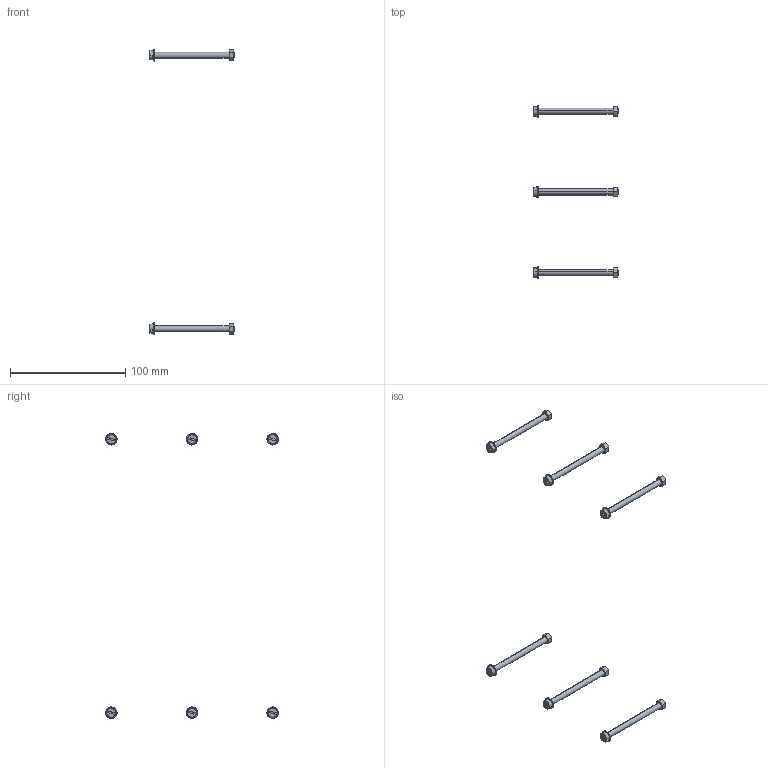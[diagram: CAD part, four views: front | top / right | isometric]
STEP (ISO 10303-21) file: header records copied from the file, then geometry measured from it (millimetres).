
FILE_DESCRIPTION((''),'2;1');
FILE_NAME('1SDH002065A1215_IGES','2019-05-27T',('ITSTCAR1'),(''),'CREO PARAMETRIC BY PTC INC, 2016050','CREO PARAMETRIC BY PTC INC, 2016050','');
FILE_SCHEMA(('AUTOMOTIVE_DESIGN { 1 0 10303 214 1 1 1 1 }'));
Length unit declared in the file: millimetre
Products named in the file (1): 1SDH002065A1215_IGES
Bounding box: 73.3 x 149.98 x 247.18 mm (x, y, z)
Volume: 10184.9 mm3; surface area: 8903.5 mm2
Topology: 6 solids, 6 shells, 144 faces, 330 edges, 222 vertices
Faces by surface type: plane 96, cylinder 24, cone 24
Entity records: 5787 total; most frequent: CARTESIAN_POINT 776, DIRECTION 720, ORIENTED_EDGE 660, EDGE_CURVE 330, AXIS2_PLACEMENT_3D 270, VERTEX_POINT 222, COLOUR_RGB 203, VECTOR 180
